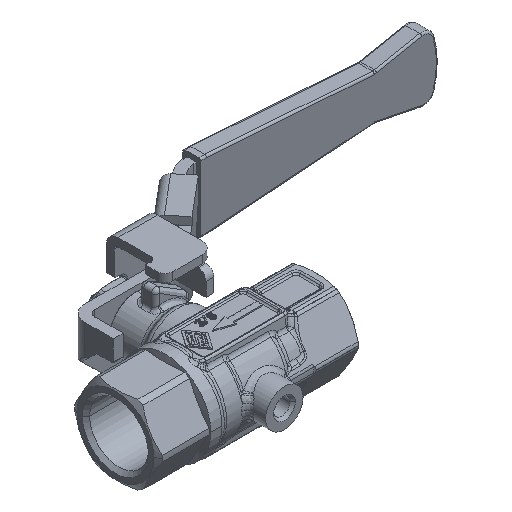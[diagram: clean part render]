
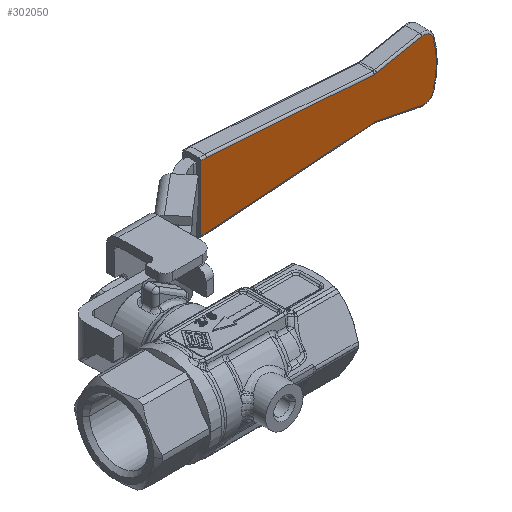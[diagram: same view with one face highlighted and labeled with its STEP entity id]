
A CAD part, isometric view. The second image highlights one B-rep face of the part: STEP entity #302050.
In plain terms, the highlighted planar face has unit normal (0, -1, 0).
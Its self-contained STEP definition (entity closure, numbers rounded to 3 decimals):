
#295700=CARTESIAN_POINT('',(-35.501,41.304,-8.25));
#295710=VERTEX_POINT('',#295700);
#295740=CARTESIAN_POINT('',(-35.501,41.304,
-0.608));
#295750=DIRECTION('',(0.,0.,-1.));
#295760=VECTOR('',#295750,1.);
#295770=LINE('',#295740,#295760);
#295780=CARTESIAN_POINT('',(-35.501,41.304,
8.256));
#295790=VERTEX_POINT('',#295780);
#295800=EDGE_CURVE('',#295790,#295710,#295770,.T.);
#296170=CARTESIAN_POINT('',(-80.3,41.304,
5.319));
#296180=VERTEX_POINT('',#296170);
#296370=CARTESIAN_POINT('',(-79.638,41.304,
5.277));
#296380=VERTEX_POINT('',#296370);
#296410=CARTESIAN_POINT('',(-79.812,41.304,
7.771));
#296420=DIRECTION('',(0.,1.,0.));
#296430=DIRECTION('',(1.,0.,0.));
#296440=AXIS2_PLACEMENT_3D('',#296410,#296420,#296430);
#296450=CIRCLE('',#296440,2.5);
#296460=EDGE_CURVE('',#296380,#296180,#296450,.T.);
#300640=CARTESIAN_POINT('',(-91.764,41.304,
-7.599));
#300650=VERTEX_POINT('',#300640);
#300800=CARTESIAN_POINT('',(-94.647,41.304,
-5.862));
#300810=VERTEX_POINT('',#300800);
#300840=CARTESIAN_POINT('',(-92.252,41.304,
-5.147));
#300850=DIRECTION('',(0.,1.,0.));
#300860=DIRECTION('',(1.,0.,0.));
#300870=AXIS2_PLACEMENT_3D('',#300840,#300850,#300860);
#300880=CIRCLE('',#300870,2.5);
#300890=EDGE_CURVE('',#300650,#300810,#300880,.T.);
#301130=CARTESIAN_POINT('',(-94.647,41.304,
5.862));
#301140=VERTEX_POINT('',#301130);
#301170=CARTESIAN_POINT('',(-75.004,41.304,
0.));
#301180=DIRECTION('',(0.,1.,0.));
#301190=DIRECTION('',(1.,0.,0.));
#301200=AXIS2_PLACEMENT_3D('',#301170,#301180,#301190);
#301210=CIRCLE('',#301200,20.5);
#301220=EDGE_CURVE('',#300810,#301140,#301210,.T.);
#301340=CARTESIAN_POINT('',(-68.487,41.304,
-0.608));
#301350=DIRECTION('',(-0.,1.,0.));
#301360=DIRECTION('',(1.,0.,0.));
#301370=AXIS2_PLACEMENT_3D('',#301340,#301350,#301360);
#301380=PLANE('',#301370);
#301390=CARTESIAN_POINT('',(-68.487,41.304,
-6.054));
#301400=DIRECTION('',(0.998,0.,-0.07));
#301410=VECTOR('',#301400,1.);
#301420=LINE('',#301390,#301410);
#301430=CARTESIAN_POINT('',(-79.638,41.304,
-5.277));
#301440=VERTEX_POINT('',#301430);
#301450=CARTESIAN_POINT('',(-36.986,41.304,-8.25));
#301460=VERTEX_POINT('',#301450);
#301470=EDGE_CURVE('',#301440,#301460,#301420,.T.);
#301480=ORIENTED_EDGE('',*,*,#301470,.T.);
#301490=CARTESIAN_POINT('',(-79.812,41.304,
-7.771));
#301500=DIRECTION('',(0.,1.,0.));
#301510=DIRECTION('',(1.,0.,0.));
#301520=AXIS2_PLACEMENT_3D('',#301490,#301500,#301510);
#301530=CIRCLE('',#301520,2.5);
#301540=CARTESIAN_POINT('',(-80.3,41.304,
-5.319));
#301550=VERTEX_POINT('',#301540);
#301560=EDGE_CURVE('',#301550,#301440,#301530,.T.);
#301570=ORIENTED_EDGE('',*,*,#301560,.T.);
#301580=CARTESIAN_POINT('',(-68.487,41.304,
-2.969));
#301590=DIRECTION('',(0.981,0.,0.195));
#301600=VECTOR('',#301590,1.);
#301610=LINE('',#301580,#301600);
#301620=EDGE_CURVE('',#300650,#301550,#301610,.T.);
#301630=ORIENTED_EDGE('',*,*,#301620,.T.);
#301640=ORIENTED_EDGE('',*,*,#300890,.F.);
#301650=ORIENTED_EDGE('',*,*,#301220,.F.);
#301660=CARTESIAN_POINT('',(-92.252,41.304,
5.147));
#301670=DIRECTION('',(0.,1.,0.));
#301680=DIRECTION('',(1.,0.,0.));
#301690=AXIS2_PLACEMENT_3D('',#301660,#301670,#301680);
#301700=CIRCLE('',#301690,2.5);
#301710=CARTESIAN_POINT('',(-91.764,41.304,
7.599));
#301720=VERTEX_POINT('',#301710);
#301730=EDGE_CURVE('',#301140,#301720,#301700,.T.);
#301740=ORIENTED_EDGE('',*,*,#301730,.F.);
#301750=CARTESIAN_POINT('',(-68.487,41.304,
2.969));
#301760=DIRECTION('',(-0.981,0.,0.195));
#301770=VECTOR('',#301760,1.);
#301780=LINE('',#301750,#301770);
#301790=EDGE_CURVE('',#296180,#301720,#301780,.T.);
#301800=ORIENTED_EDGE('',*,*,#301790,.T.);
#301810=ORIENTED_EDGE('',*,*,#296460,.T.);
#301820=CARTESIAN_POINT('',(-68.487,41.304,
6.057));
#301830=DIRECTION('',(-0.998,0.,-0.07));
#301840=VECTOR('',#301830,1.);
#301850=LINE('',#301820,#301840);
#301860=CARTESIAN_POINT('',(-36.987,41.304,
8.259));
#301870=VERTEX_POINT('',#301860);
#301880=EDGE_CURVE('',#301870,#296380,#301850,.T.);
#301890=ORIENTED_EDGE('',*,*,#301880,.T.);
#301900=CARTESIAN_POINT('',(-68.487,41.304,
8.331));
#301910=DIRECTION('',(-1.,0.,0.002));
#301920=VECTOR('',#301910,1.);
#301930=LINE('',#301900,#301920);
#301940=EDGE_CURVE('',#295790,#301870,#301930,.T.);
#301950=ORIENTED_EDGE('',*,*,#301940,.T.);
#301960=ORIENTED_EDGE('',*,*,#295800,.F.);
#301970=CARTESIAN_POINT('',(-68.487,41.304,-8.25));
#301980=DIRECTION('',(1.,0.,0.));
#301990=VECTOR('',#301980,1.);
#302000=LINE('',#301970,#301990);
#302010=EDGE_CURVE('',#301460,#295710,#302000,.T.);
#302020=ORIENTED_EDGE('',*,*,#302010,.T.);
#302030=EDGE_LOOP('',(#302020,#301960,#301950,#301890,#301810,#301800,
#301740,#301650,#301640,#301630,#301570,#301480));
#302040=FACE_OUTER_BOUND('',#302030,.T.);
#302050=ADVANCED_FACE('',(#302040),#301380,.F.);
